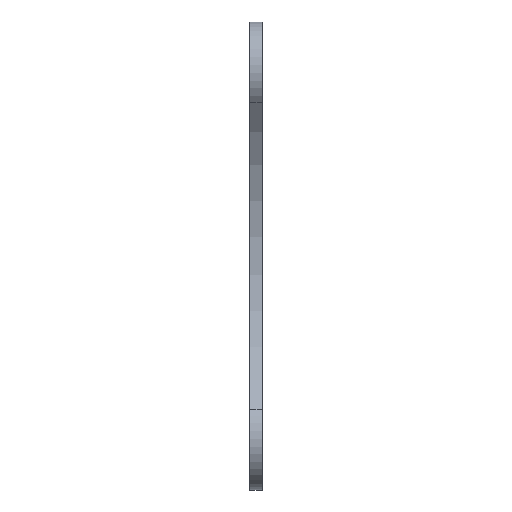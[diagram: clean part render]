
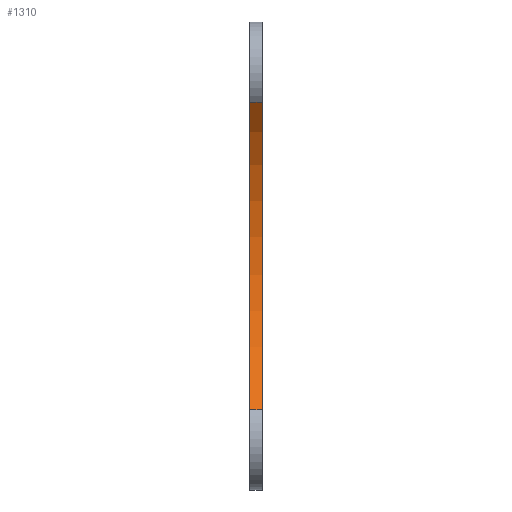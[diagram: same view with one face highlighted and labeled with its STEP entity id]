
A CAD part, left-side view. The second image highlights one B-rep face of the part: STEP entity #1310.
In plain terms, the highlighted cylindrical face has radius 38.969 mm (diameter 77.939 mm), a partial arc.
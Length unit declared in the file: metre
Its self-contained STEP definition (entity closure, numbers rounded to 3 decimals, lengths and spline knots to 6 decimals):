
#211 = DIRECTION ( 'NONE',  ( 0., -1., 0. ) ) ;
#237 = CARTESIAN_POINT ( 'NONE',  ( -0.036584, 0.002, 0.025305 ) ) ;
#277 = AXIS2_PLACEMENT_3D ( 'NONE', #2493, #211, #1754 ) ;
#350 = CIRCLE ( 'NONE', #465, 0.038969 ) ;
#405 = CARTESIAN_POINT ( 'NONE',  ( -0.036584, 0., -0.025305 ) ) ;
#465 = AXIS2_PLACEMENT_3D ( 'NONE', #1295, #1353, #2287 ) ;
#598 = EDGE_CURVE ( 'NONE', #2625, #930, #2369, .T. ) ;
#930 = VERTEX_POINT ( 'NONE', #2159 ) ;
#941 = DIRECTION ( 'NONE',  ( 0., -1., 0. ) ) ;
#1061 = CARTESIAN_POINT ( 'NONE',  ( -0.036584, 0.002, -0.025305 ) ) ;
#1092 = CYLINDRICAL_SURFACE ( 'NONE', #2605, 0.038969 ) ;
#1129 = EDGE_CURVE ( 'NONE', #3128, #2625, #2303, .T. ) ;
#1138 = DIRECTION ( 'NONE',  ( 0., -1., 0. ) ) ;
#1146 = VECTOR ( 'NONE', #941, 1. ) ;
#1295 = CARTESIAN_POINT ( 'NONE',  ( -0.066219, 0.002, 0. ) ) ;
#1310 = ADVANCED_FACE ( 'NONE', ( #1336 ), #1092, .F. ) ;
#1336 = FACE_OUTER_BOUND ( 'NONE', #2491, .T. ) ;
#1353 = DIRECTION ( 'NONE',  ( 0., -1., 0. ) ) ;
#1686 = DIRECTION ( 'NONE',  ( 0., -1., 0. ) ) ;
#1754 = DIRECTION ( 'NONE',  ( 0., 0., -1. ) ) ;
#1791 = VECTOR ( 'NONE', #1686, 1. ) ;
#1808 = ORIENTED_EDGE ( 'NONE', *, *, #1129, .T. ) ;
#1890 = DIRECTION ( 'NONE',  ( 0., 0., -1. ) ) ;
#1939 = EDGE_CURVE ( 'NONE', #3128, #2969, #350, .T. ) ;
#2089 = CARTESIAN_POINT ( 'NONE',  ( -0.066219, 0.002, 0. ) ) ;
#2159 = CARTESIAN_POINT ( 'NONE',  ( -0.036584, 0., 0.025305 ) ) ;
#2200 = EDGE_CURVE ( 'NONE', #2969, #930, #2484, .T. ) ;
#2287 = DIRECTION ( 'NONE',  ( 0., 0., -1. ) ) ;
#2303 = LINE ( 'NONE', #1061, #1791 ) ;
#2369 = CIRCLE ( 'NONE', #277, 0.038969 ) ;
#2484 = LINE ( 'NONE', #237, #1146 ) ;
#2491 = EDGE_LOOP ( 'NONE', ( #2578, #3114, #3240, #1808 ) ) ;
#2493 = CARTESIAN_POINT ( 'NONE',  ( -0.066219, 0., 0. ) ) ;
#2578 = ORIENTED_EDGE ( 'NONE', *, *, #598, .T. ) ;
#2605 = AXIS2_PLACEMENT_3D ( 'NONE', #2089, #1138, #1890 ) ;
#2625 = VERTEX_POINT ( 'NONE', #405 ) ;
#2664 = CARTESIAN_POINT ( 'NONE',  ( -0.036584, 0.002, -0.025305 ) ) ;
#2843 = CARTESIAN_POINT ( 'NONE',  ( -0.036584, 0.002, 0.025305 ) ) ;
#2969 = VERTEX_POINT ( 'NONE', #2843 ) ;
#3114 = ORIENTED_EDGE ( 'NONE', *, *, #2200, .F. ) ;
#3128 = VERTEX_POINT ( 'NONE', #2664 ) ;
#3240 = ORIENTED_EDGE ( 'NONE', *, *, #1939, .F. ) ;
